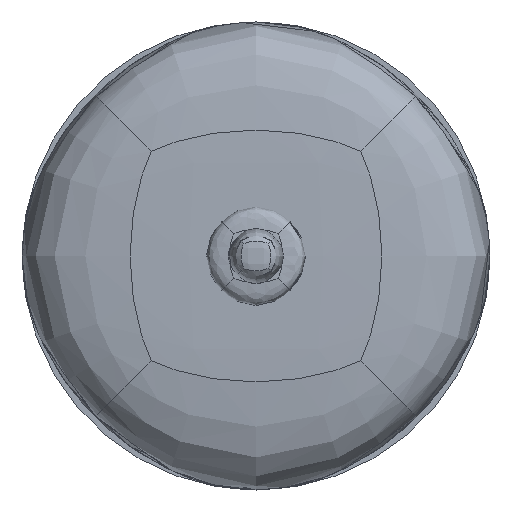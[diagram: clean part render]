
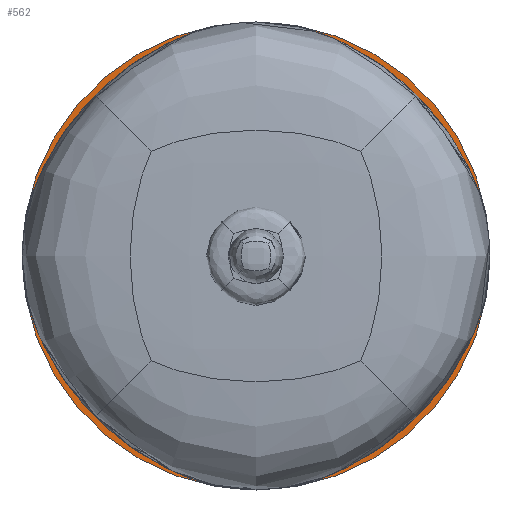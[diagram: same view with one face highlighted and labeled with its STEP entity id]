
A CAD part, front view. The second image highlights one B-rep face of the part: STEP entity #562.
In plain terms, the highlighted planar face has unit normal (0, -1, 0).
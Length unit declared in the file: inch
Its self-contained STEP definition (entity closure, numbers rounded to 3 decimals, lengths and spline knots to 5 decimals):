
#16=PLANE('',#594);
#20=CIRCLE('',#592,0.16732);
#68=FACE_OUTER_BOUND('',#107,.T.);
#107=EDGE_LOOP('',(#454));
#229=VERTEX_POINT('',#12440);
#304=EDGE_CURVE('',#229,#229,#20,.T.);
#454=ORIENTED_EDGE('',*,*,#304,.F.);
#562=ADVANCED_FACE('',(#68),#16,.T.);
#592=AXIS2_PLACEMENT_3D('',#12442,#602,#603);
#594=AXIS2_PLACEMENT_3D('',#12444,#606,#607);
#602=DIRECTION('center_axis',(0.,1.,0.));
#603=DIRECTION('ref_axis',(1.,0.,0.));
#606=DIRECTION('center_axis',(0.,-1.,0.));
#607=DIRECTION('ref_axis',(0.,0.,-1.));
#12440=CARTESIAN_POINT('',(-0.16732,0.03543,-1.));
#12442=CARTESIAN_POINT('Origin',(0.,0.03543,-1.));
#12444=CARTESIAN_POINT('Origin',(0.16732,0.03543,-1.));
